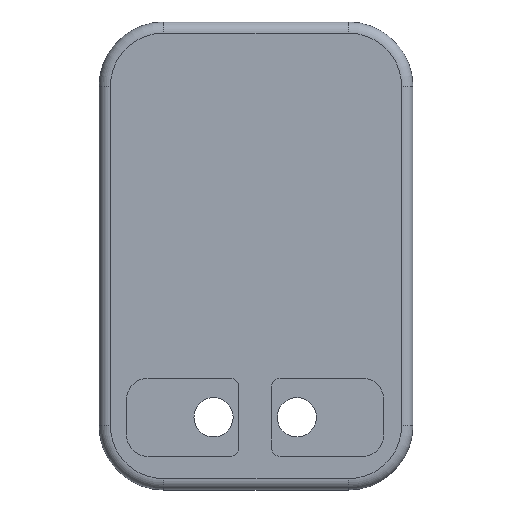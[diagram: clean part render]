
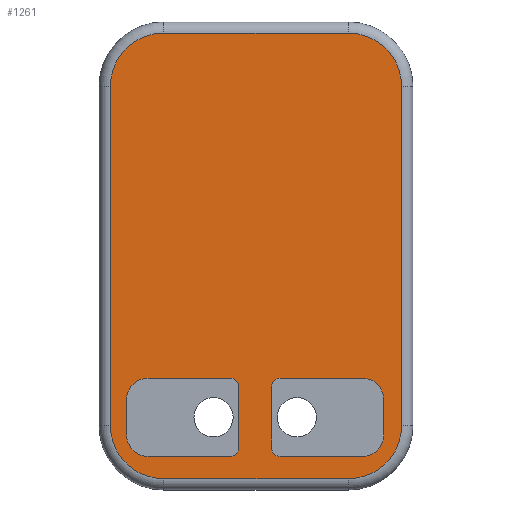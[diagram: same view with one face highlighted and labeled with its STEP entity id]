
A CAD part, top view. The second image highlights one B-rep face of the part: STEP entity #1261.
In plain terms, the highlighted planar face has unit normal (0, 0, 1).
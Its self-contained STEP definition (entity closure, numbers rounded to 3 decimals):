
#1024 = VERTEX_POINT('',#1025);
#1025 = CARTESIAN_POINT('',(-26.,30.25,9.1));
#1032 = EDGE_CURVE('',#1024,#1033,#1035,.T.);
#1033 = VERTEX_POINT('',#1034);
#1034 = CARTESIAN_POINT('',(-26.,-30.25,9.1));
#1035 = LINE('',#1036,#1037);
#1036 = CARTESIAN_POINT('',(-26.,30.25,9.1));
#1037 = VECTOR('',#1038,1.);
#1038 = DIRECTION('',(0.,-1.,0.));
#1057 = VERTEX_POINT('',#1058);
#1058 = CARTESIAN_POINT('',(16.5,39.75,9.1));
#1065 = EDGE_CURVE('',#1057,#1066,#1068,.T.);
#1066 = VERTEX_POINT('',#1067);
#1067 = CARTESIAN_POINT('',(-16.5,39.75,9.1));
#1068 = LINE('',#1069,#1070);
#1069 = CARTESIAN_POINT('',(16.5,39.75,9.1));
#1070 = VECTOR('',#1071,1.);
#1071 = DIRECTION('',(-1.,0.,0.));
#1092 = EDGE_CURVE('',#1066,#1024,#1093,.T.);
#1093 = CIRCLE('',#1094,9.5);
#1094 = AXIS2_PLACEMENT_3D('',#1095,#1096,#1097);
#1095 = CARTESIAN_POINT('',(-16.5,30.25,9.1));
#1096 = DIRECTION('',(0.,-0.,1.));
#1097 = DIRECTION('',(0.,1.,0.));
#1110 = VERTEX_POINT('',#1111);
#1111 = CARTESIAN_POINT('',(-16.5,-39.75,9.1));
#1118 = EDGE_CURVE('',#1033,#1110,#1119,.T.);
#1119 = CIRCLE('',#1120,9.5);
#1120 = AXIS2_PLACEMENT_3D('',#1121,#1122,#1123);
#1121 = CARTESIAN_POINT('',(-16.5,-30.25,9.1));
#1122 = DIRECTION('',(0.,0.,1.));
#1123 = DIRECTION('',(-1.,0.,0.));
#1134 = EDGE_CURVE('',#1110,#1135,#1137,.T.);
#1135 = VERTEX_POINT('',#1136);
#1136 = CARTESIAN_POINT('',(16.5,-39.75,9.1));
#1137 = LINE('',#1138,#1139);
#1138 = CARTESIAN_POINT('',(-16.5,-39.75,9.1));
#1139 = VECTOR('',#1140,1.);
#1140 = DIRECTION('',(1.,0.,0.));
#1161 = VERTEX_POINT('',#1162);
#1162 = CARTESIAN_POINT('',(26.,-30.25,9.1));
#1169 = EDGE_CURVE('',#1135,#1161,#1170,.T.);
#1170 = CIRCLE('',#1171,9.5);
#1171 = AXIS2_PLACEMENT_3D('',#1172,#1173,#1174);
#1172 = CARTESIAN_POINT('',(16.5,-30.25,9.1));
#1173 = DIRECTION('',(0.,0.,1.));
#1174 = DIRECTION('',(0.,-1.,0.));
#1185 = EDGE_CURVE('',#1161,#1186,#1188,.T.);
#1186 = VERTEX_POINT('',#1187);
#1187 = CARTESIAN_POINT('',(26.,30.25,9.1));
#1188 = LINE('',#1189,#1190);
#1189 = CARTESIAN_POINT('',(26.,-30.25,9.1));
#1190 = VECTOR('',#1191,1.);
#1191 = DIRECTION('',(0.,1.,0.));
#1212 = EDGE_CURVE('',#1186,#1057,#1213,.T.);
#1213 = CIRCLE('',#1214,9.5);
#1214 = AXIS2_PLACEMENT_3D('',#1215,#1216,#1217);
#1215 = CARTESIAN_POINT('',(16.5,30.25,9.1));
#1216 = DIRECTION('',(0.,0.,1.));
#1217 = DIRECTION('',(1.,0.,0.));
#1261 = ADVANCED_FACE('',(#1262,#1272,#1342),#1412,.T.);
#1262 = FACE_BOUND('',#1263,.T.);
#1263 = EDGE_LOOP('',(#1264,#1265,#1266,#1267,#1268,#1269,#1270,#1271));
#1264 = ORIENTED_EDGE('',*,*,#1032,.T.);
#1265 = ORIENTED_EDGE('',*,*,#1118,.T.);
#1266 = ORIENTED_EDGE('',*,*,#1134,.T.);
#1267 = ORIENTED_EDGE('',*,*,#1169,.T.);
#1268 = ORIENTED_EDGE('',*,*,#1185,.T.);
#1269 = ORIENTED_EDGE('',*,*,#1212,.T.);
#1270 = ORIENTED_EDGE('',*,*,#1065,.T.);
#1271 = ORIENTED_EDGE('',*,*,#1092,.T.);
#1272 = FACE_BOUND('',#1273,.T.);
#1273 = EDGE_LOOP('',(#1274,#1284,#1293,#1301,#1310,#1318,#1327,#1335));
#1274 = ORIENTED_EDGE('',*,*,#1275,.F.);
#1275 = EDGE_CURVE('',#1276,#1278,#1280,.T.);
#1276 = VERTEX_POINT('',#1277);
#1277 = CARTESIAN_POINT('',(2.8,-23.29,9.1));
#1278 = VERTEX_POINT('',#1279);
#1279 = CARTESIAN_POINT('',(2.8,-34.29,9.1));
#1280 = LINE('',#1281,#1282);
#1281 = CARTESIAN_POINT('',(2.8,-23.29,9.1));
#1282 = VECTOR('',#1283,1.);
#1283 = DIRECTION('',(0.,-1.,0.));
#1284 = ORIENTED_EDGE('',*,*,#1285,.F.);
#1285 = EDGE_CURVE('',#1286,#1276,#1288,.T.);
#1286 = VERTEX_POINT('',#1287);
#1287 = CARTESIAN_POINT('',(4.3,-21.79,9.1));
#1288 = CIRCLE('',#1289,1.5);
#1289 = AXIS2_PLACEMENT_3D('',#1290,#1291,#1292);
#1290 = CARTESIAN_POINT('',(4.3,-23.29,9.1));
#1291 = DIRECTION('',(0.,0.,1.));
#1292 = DIRECTION('',(1.,0.,0.));
#1293 = ORIENTED_EDGE('',*,*,#1294,.F.);
#1294 = EDGE_CURVE('',#1295,#1286,#1297,.T.);
#1295 = VERTEX_POINT('',#1296);
#1296 = CARTESIAN_POINT('',(18.95,-21.79,9.1));
#1297 = LINE('',#1298,#1299);
#1298 = CARTESIAN_POINT('',(18.95,-21.79,9.1));
#1299 = VECTOR('',#1300,1.);
#1300 = DIRECTION('',(-1.,0.,0.));
#1301 = ORIENTED_EDGE('',*,*,#1302,.F.);
#1302 = EDGE_CURVE('',#1303,#1295,#1305,.T.);
#1303 = VERTEX_POINT('',#1304);
#1304 = CARTESIAN_POINT('',(22.8,-25.64,9.1));
#1305 = CIRCLE('',#1306,3.85);
#1306 = AXIS2_PLACEMENT_3D('',#1307,#1308,#1309);
#1307 = CARTESIAN_POINT('',(18.95,-25.64,9.1));
#1308 = DIRECTION('',(0.,0.,1.));
#1309 = DIRECTION('',(1.,0.,0.));
#1310 = ORIENTED_EDGE('',*,*,#1311,.F.);
#1311 = EDGE_CURVE('',#1312,#1303,#1314,.T.);
#1312 = VERTEX_POINT('',#1313);
#1313 = CARTESIAN_POINT('',(22.8,-31.94,9.1));
#1314 = LINE('',#1315,#1316);
#1315 = CARTESIAN_POINT('',(22.8,-31.94,9.1));
#1316 = VECTOR('',#1317,1.);
#1317 = DIRECTION('',(0.,1.,0.));
#1318 = ORIENTED_EDGE('',*,*,#1319,.F.);
#1319 = EDGE_CURVE('',#1320,#1312,#1322,.T.);
#1320 = VERTEX_POINT('',#1321);
#1321 = CARTESIAN_POINT('',(18.95,-35.79,9.1));
#1322 = CIRCLE('',#1323,3.85);
#1323 = AXIS2_PLACEMENT_3D('',#1324,#1325,#1326);
#1324 = CARTESIAN_POINT('',(18.95,-31.94,9.1));
#1325 = DIRECTION('',(0.,0.,1.));
#1326 = DIRECTION('',(1.,0.,0.));
#1327 = ORIENTED_EDGE('',*,*,#1328,.F.);
#1328 = EDGE_CURVE('',#1329,#1320,#1331,.T.);
#1329 = VERTEX_POINT('',#1330);
#1330 = CARTESIAN_POINT('',(4.3,-35.79,9.1));
#1331 = LINE('',#1332,#1333);
#1332 = CARTESIAN_POINT('',(4.3,-35.79,9.1));
#1333 = VECTOR('',#1334,1.);
#1334 = DIRECTION('',(1.,0.,0.));
#1335 = ORIENTED_EDGE('',*,*,#1336,.F.);
#1336 = EDGE_CURVE('',#1278,#1329,#1337,.T.);
#1337 = CIRCLE('',#1338,1.5);
#1338 = AXIS2_PLACEMENT_3D('',#1339,#1340,#1341);
#1339 = CARTESIAN_POINT('',(4.3,-34.29,9.1));
#1340 = DIRECTION('',(0.,0.,1.));
#1341 = DIRECTION('',(1.,0.,0.));
#1342 = FACE_BOUND('',#1343,.T.);
#1343 = EDGE_LOOP('',(#1344,#1354,#1363,#1371,#1380,#1388,#1397,#1405));
#1344 = ORIENTED_EDGE('',*,*,#1345,.F.);
#1345 = EDGE_CURVE('',#1346,#1348,#1350,.T.);
#1346 = VERTEX_POINT('',#1347);
#1347 = CARTESIAN_POINT('',(-23.08,-25.64,9.1));
#1348 = VERTEX_POINT('',#1349);
#1349 = CARTESIAN_POINT('',(-23.08,-31.94,9.1));
#1350 = LINE('',#1351,#1352);
#1351 = CARTESIAN_POINT('',(-23.08,-25.64,9.1));
#1352 = VECTOR('',#1353,1.);
#1353 = DIRECTION('',(0.,-1.,0.));
#1354 = ORIENTED_EDGE('',*,*,#1355,.F.);
#1355 = EDGE_CURVE('',#1356,#1346,#1358,.T.);
#1356 = VERTEX_POINT('',#1357);
#1357 = CARTESIAN_POINT('',(-19.23,-21.79,9.1));
#1358 = CIRCLE('',#1359,3.85);
#1359 = AXIS2_PLACEMENT_3D('',#1360,#1361,#1362);
#1360 = CARTESIAN_POINT('',(-19.23,-25.64,9.1));
#1361 = DIRECTION('',(0.,0.,1.));
#1362 = DIRECTION('',(1.,0.,0.));
#1363 = ORIENTED_EDGE('',*,*,#1364,.F.);
#1364 = EDGE_CURVE('',#1365,#1356,#1367,.T.);
#1365 = VERTEX_POINT('',#1366);
#1366 = CARTESIAN_POINT('',(-4.58,-21.79,9.1));
#1367 = LINE('',#1368,#1369);
#1368 = CARTESIAN_POINT('',(-4.58,-21.79,9.1));
#1369 = VECTOR('',#1370,1.);
#1370 = DIRECTION('',(-1.,0.,0.));
#1371 = ORIENTED_EDGE('',*,*,#1372,.F.);
#1372 = EDGE_CURVE('',#1373,#1365,#1375,.T.);
#1373 = VERTEX_POINT('',#1374);
#1374 = CARTESIAN_POINT('',(-3.08,-23.29,9.1));
#1375 = CIRCLE('',#1376,1.5);
#1376 = AXIS2_PLACEMENT_3D('',#1377,#1378,#1379);
#1377 = CARTESIAN_POINT('',(-4.58,-23.29,9.1));
#1378 = DIRECTION('',(0.,0.,1.));
#1379 = DIRECTION('',(1.,0.,0.));
#1380 = ORIENTED_EDGE('',*,*,#1381,.F.);
#1381 = EDGE_CURVE('',#1382,#1373,#1384,.T.);
#1382 = VERTEX_POINT('',#1383);
#1383 = CARTESIAN_POINT('',(-3.08,-34.29,9.1));
#1384 = LINE('',#1385,#1386);
#1385 = CARTESIAN_POINT('',(-3.08,-34.29,9.1));
#1386 = VECTOR('',#1387,1.);
#1387 = DIRECTION('',(0.,1.,0.));
#1388 = ORIENTED_EDGE('',*,*,#1389,.F.);
#1389 = EDGE_CURVE('',#1390,#1382,#1392,.T.);
#1390 = VERTEX_POINT('',#1391);
#1391 = CARTESIAN_POINT('',(-4.58,-35.79,9.1));
#1392 = CIRCLE('',#1393,1.5);
#1393 = AXIS2_PLACEMENT_3D('',#1394,#1395,#1396);
#1394 = CARTESIAN_POINT('',(-4.58,-34.29,9.1));
#1395 = DIRECTION('',(0.,0.,1.));
#1396 = DIRECTION('',(1.,0.,0.));
#1397 = ORIENTED_EDGE('',*,*,#1398,.F.);
#1398 = EDGE_CURVE('',#1399,#1390,#1401,.T.);
#1399 = VERTEX_POINT('',#1400);
#1400 = CARTESIAN_POINT('',(-19.23,-35.79,9.1));
#1401 = LINE('',#1402,#1403);
#1402 = CARTESIAN_POINT('',(-19.23,-35.79,9.1));
#1403 = VECTOR('',#1404,1.);
#1404 = DIRECTION('',(1.,0.,0.));
#1405 = ORIENTED_EDGE('',*,*,#1406,.F.);
#1406 = EDGE_CURVE('',#1348,#1399,#1407,.T.);
#1407 = CIRCLE('',#1408,3.85);
#1408 = AXIS2_PLACEMENT_3D('',#1409,#1410,#1411);
#1409 = CARTESIAN_POINT('',(-19.23,-31.94,9.1));
#1410 = DIRECTION('',(0.,0.,1.));
#1411 = DIRECTION('',(1.,0.,0.));
#1412 = PLANE('',#1413);
#1413 = AXIS2_PLACEMENT_3D('',#1414,#1415,#1416);
#1414 = CARTESIAN_POINT('',(0.,0.,9.1));
#1415 = DIRECTION('',(0.,0.,1.));
#1416 = DIRECTION('',(1.,0.,0.));
